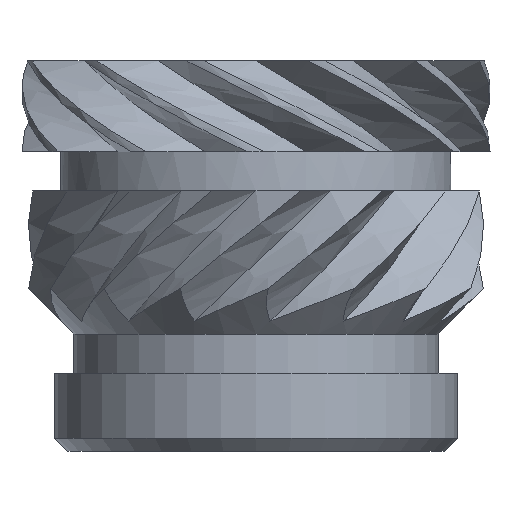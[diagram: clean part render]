
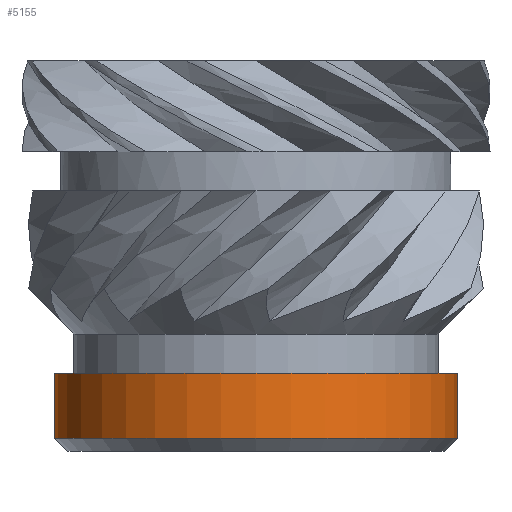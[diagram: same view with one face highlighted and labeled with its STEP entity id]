
A CAD part, front view. The second image highlights one B-rep face of the part: STEP entity #5155.
In plain terms, the highlighted cylindrical face has radius 1.55 mm (diameter 3.1 mm), a full revolution.
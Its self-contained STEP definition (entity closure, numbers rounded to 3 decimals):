
#432=FACE_OUTER_BOUND('',#747,.T.);
#747=EDGE_LOOP('',(#3956,#3957,#3958,#3959,#3960));
#1005=CIRCLE('',#5497,1.55);
#1006=CIRCLE('',#5498,1.55);
#1007=CIRCLE('',#5500,1.55);
#1445=LINE('',#9980,#1765);
#1765=VECTOR('',#5863,1.55);
#2248=VERTEX_POINT('',#9972);
#2249=VERTEX_POINT('',#9973);
#2250=VERTEX_POINT('',#9978);
#2882=EDGE_CURVE('',#2248,#2249,#1005,.T.);
#2883=EDGE_CURVE('',#2249,#2248,#1006,.T.);
#2885=EDGE_CURVE('',#2250,#2250,#1007,.T.);
#2886=EDGE_CURVE('',#2250,#2249,#1445,.T.);
#3956=ORIENTED_EDGE('',*,*,#2885,.F.);
#3957=ORIENTED_EDGE('',*,*,#2886,.T.);
#3958=ORIENTED_EDGE('',*,*,#2882,.F.);
#3959=ORIENTED_EDGE('',*,*,#2883,.F.);
#3960=ORIENTED_EDGE('',*,*,#2886,.F.);
#5033=CYLINDRICAL_SURFACE('',#5499,1.55);
#5155=ADVANCED_FACE('',(#432),#5033,.T.);
#5497=AXIS2_PLACEMENT_3D('',#9974,#5854,#5855);
#5498=AXIS2_PLACEMENT_3D('',#9975,#5856,#5857);
#5499=AXIS2_PLACEMENT_3D('',#9977,#5859,#5860);
#5500=AXIS2_PLACEMENT_3D('',#9979,#5861,#5862);
#5854=DIRECTION('center_axis',(0.,0.,-1.));
#5855=DIRECTION('ref_axis',(-1.,0.,0.));
#5856=DIRECTION('center_axis',(0.,0.,-1.));
#5857=DIRECTION('ref_axis',(-1.,0.,0.));
#5859=DIRECTION('center_axis',(0.,0.,1.));
#5860=DIRECTION('ref_axis',(1.,0.,0.));
#5861=DIRECTION('center_axis',(0.,0.,1.));
#5862=DIRECTION('ref_axis',(1.,0.,0.));
#5863=DIRECTION('',(0.,0.,-1.));
#9972=CARTESIAN_POINT('',(1.55,0.,0.1));
#9973=CARTESIAN_POINT('',(-1.55,0.,0.1));
#9974=CARTESIAN_POINT('Origin',(0.,0.,0.1));
#9975=CARTESIAN_POINT('Origin',(0.,0.,0.1));
#9977=CARTESIAN_POINT('Origin',(0.,0.,0.3));
#9978=CARTESIAN_POINT('',(-1.55,0.,0.6));
#9979=CARTESIAN_POINT('Origin',(0.,0.,0.6));
#9980=CARTESIAN_POINT('',(-1.55,0.,0.3));
